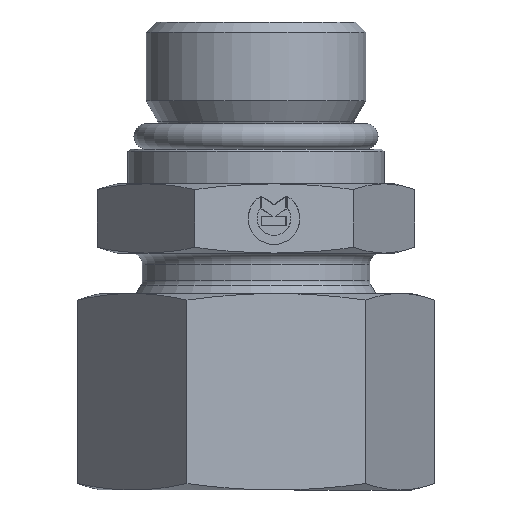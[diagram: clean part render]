
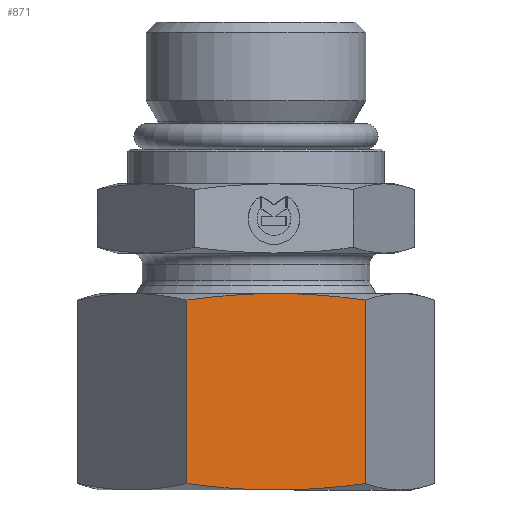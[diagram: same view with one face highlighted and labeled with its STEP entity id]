
A CAD part, left-side view. The second image highlights one B-rep face of the part: STEP entity #871.
In plain terms, the highlighted face is planar.
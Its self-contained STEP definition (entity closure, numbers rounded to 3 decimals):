
#198=CARTESIAN_POINT('',(-13.5,0.0,17.0));
#199=VERTEX_POINT('',#198);
#285=CARTESIAN_POINT('',(-13.5,-7.794,16.44));
#286=VERTEX_POINT('',#285);
#287=CARTESIAN_POINT('',(-13.5,-7.794,16.44));
#288=CARTESIAN_POINT('',(-13.5,-3.617,17.0));
#289=CARTESIAN_POINT('',(-13.5,0.0,17.0));
#297=(BOUNDED_CURVE()B_SPLINE_CURVE(2,(#287,#288,#289),.UNSPECIFIED.,.F.,.U.)B_SPLINE_CURVE_WITH_KNOTS((3,3),(1.388,2.37),.UNSPECIFIED.)CURVE()GEOMETRIC_REPRESENTATION_ITEM()RATIONAL_B_SPLINE_CURVE((1.109,1.093,1.0))REPRESENTATION_ITEM(''));
#298=EDGE_CURVE('',#286,#199,#297,.T.);
#322=CARTESIAN_POINT('',(-13.5,7.794,16.44));
#323=VERTEX_POINT('',#322);
#337=CARTESIAN_POINT('',(-13.5,0.0,17.0));
#338=CARTESIAN_POINT('',(-13.5,3.617,17.0));
#339=CARTESIAN_POINT('',(-13.5,7.794,16.44));
#347=(BOUNDED_CURVE()B_SPLINE_CURVE(2,(#337,#338,#339),.UNSPECIFIED.,.F.,.U.)B_SPLINE_CURVE_WITH_KNOTS((3,3),(2.37,3.351),.UNSPECIFIED.)CURVE()GEOMETRIC_REPRESENTATION_ITEM()RATIONAL_B_SPLINE_CURVE((1.0,1.093,1.109))REPRESENTATION_ITEM(''));
#348=EDGE_CURVE('',#199,#323,#347,.T.);
#599=CARTESIAN_POINT('',(-13.5,7.794,0.56));
#600=VERTEX_POINT('',#599);
#601=CARTESIAN_POINT('',(-13.5,0.0,0.0));
#602=VERTEX_POINT('',#601);
#603=CARTESIAN_POINT('',(-13.5,7.794,0.56));
#604=CARTESIAN_POINT('',(-13.5,3.617,0.));
#605=CARTESIAN_POINT('',(-13.5,0.0,0.0));
#613=(BOUNDED_CURVE()B_SPLINE_CURVE(2,(#603,#604,#605),.UNSPECIFIED.,.F.,.U.)B_SPLINE_CURVE_WITH_KNOTS((3,3),(1.388,2.37),.UNSPECIFIED.)CURVE()GEOMETRIC_REPRESENTATION_ITEM()RATIONAL_B_SPLINE_CURVE((1.109,1.093,1.0))REPRESENTATION_ITEM(''));
#614=EDGE_CURVE('',#600,#602,#613,.T.);
#644=CARTESIAN_POINT('',(-13.5,-7.794,0.56));
#645=VERTEX_POINT('',#644);
#646=CARTESIAN_POINT('',(-13.5,0.0,0.0));
#647=CARTESIAN_POINT('',(-13.5,-3.617,0.));
#648=CARTESIAN_POINT('',(-13.5,-7.794,0.56));
#656=(BOUNDED_CURVE()B_SPLINE_CURVE(2,(#646,#647,#648),.UNSPECIFIED.,.F.,.U.)B_SPLINE_CURVE_WITH_KNOTS((3,3),(2.37,3.351),.UNSPECIFIED.)CURVE()GEOMETRIC_REPRESENTATION_ITEM()RATIONAL_B_SPLINE_CURVE((1.0,1.093,1.109))REPRESENTATION_ITEM(''));
#657=EDGE_CURVE('',#602,#645,#656,.T.);
#840=CARTESIAN_POINT('',(-13.5,-7.794,0.56));
#841=DIRECTION('',(0.0,0.0,1.0));
#842=VECTOR('',#841,15.881);
#843=LINE('',#840,#842);
#844=EDGE_CURVE('',#645,#286,#843,.T.);
#853=CARTESIAN_POINT('',(-13.5,-7.794,0.0));
#854=DIRECTION('',(-1.0,0.0,0.0));
#855=DIRECTION('',(0.0,0.0,1.0));
#856=AXIS2_PLACEMENT_3D('',#853,#854,#855);
#857=PLANE('',#856);
#858=ORIENTED_EDGE('',*,*,#348,.T.);
#859=CARTESIAN_POINT('',(-13.5,7.794,0.56));
#860=DIRECTION('',(0.0,0.0,1.0));
#861=VECTOR('',#860,15.881);
#862=LINE('',#859,#861);
#863=EDGE_CURVE('',#600,#323,#862,.T.);
#864=ORIENTED_EDGE('',*,*,#863,.F.);
#865=ORIENTED_EDGE('',*,*,#614,.T.);
#866=ORIENTED_EDGE('',*,*,#657,.T.);
#867=ORIENTED_EDGE('',*,*,#844,.T.);
#868=ORIENTED_EDGE('',*,*,#298,.T.);
#869=EDGE_LOOP('',(#858,#864,#865,#866,#867,#868));
#870=FACE_OUTER_BOUND('',#869,.T.);
#871=ADVANCED_FACE('',(#870),#857,.T.);
